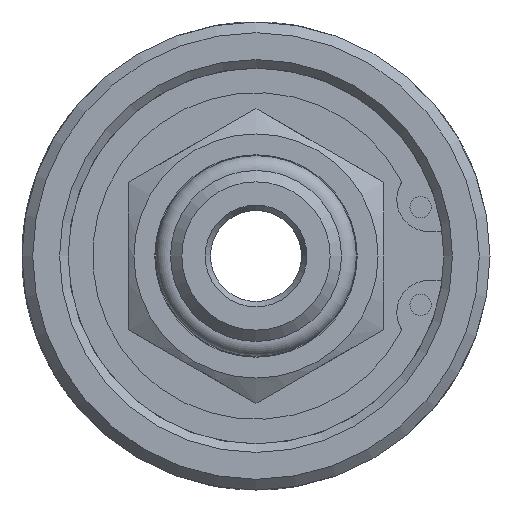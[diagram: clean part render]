
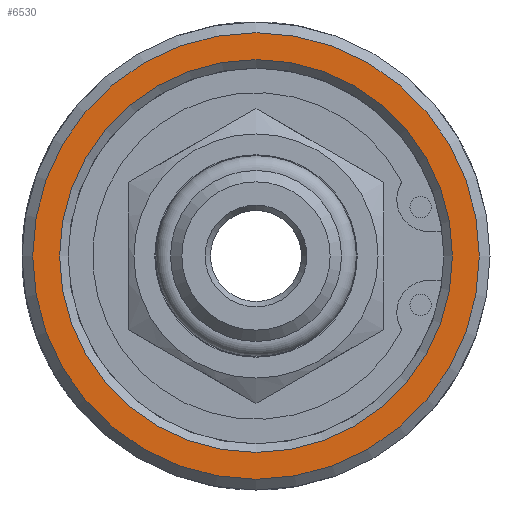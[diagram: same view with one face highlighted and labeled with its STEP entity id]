
A CAD part, left-side view. The second image highlights one B-rep face of the part: STEP entity #6530.
In plain terms, the highlighted planar face has unit normal (-1, 0, 0).
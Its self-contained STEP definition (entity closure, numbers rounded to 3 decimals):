
#645=FACE_BOUND('',#2021,.T.);
#1490=PLANE('',#6977);
#1631=FACE_OUTER_BOUND('',#2020,.T.);
#2020=EDGE_LOOP('',(#4497));
#2021=EDGE_LOOP('',(#4498));
#2462=CIRCLE('',#6959,20.85);
#2471=CIRCLE('',#6978,18.34);
#2739=VERTEX_POINT('',#9368);
#2753=VERTEX_POINT('',#9638);
#3429=EDGE_CURVE('',#2739,#2739,#2462,.T.);
#3454=EDGE_CURVE('',#2753,#2753,#2471,.T.);
#4497=ORIENTED_EDGE('',*,*,#3429,.F.);
#4498=ORIENTED_EDGE('',*,*,#3454,.F.);
#6530=ADVANCED_FACE('',(#1631,#645),#1490,.T.);
#6959=AXIS2_PLACEMENT_3D('',#9370,#7529,#7530);
#6977=AXIS2_PLACEMENT_3D('',#9637,#7573,#7574);
#6978=AXIS2_PLACEMENT_3D('',#9639,#7575,#7576);
#7529=DIRECTION('center_axis',(1.,0.,0.));
#7530=DIRECTION('ref_axis',(0.,-1.,0.));
#7573=DIRECTION('center_axis',(-1.,0.,0.));
#7574=DIRECTION('ref_axis',(0.,0.,1.));
#7575=DIRECTION('center_axis',(-1.,0.,0.));
#7576=DIRECTION('ref_axis',(0.,-1.,0.));
#9368=CARTESIAN_POINT('',(0.,20.85,0.));
#9370=CARTESIAN_POINT('Origin',(0.,0.,0.));
#9637=CARTESIAN_POINT('Origin',(0.,10.925,0.));
#9638=CARTESIAN_POINT('',(0.,18.34,0.));
#9639=CARTESIAN_POINT('Origin',(0.,0.,0.));
